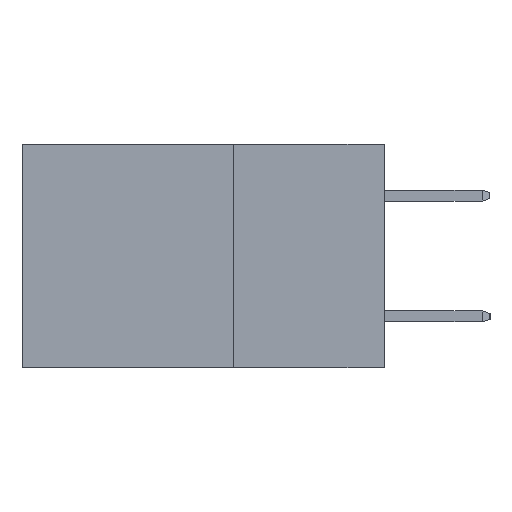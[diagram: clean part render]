
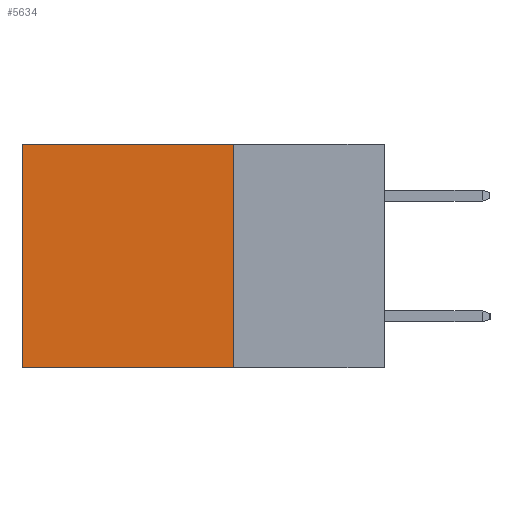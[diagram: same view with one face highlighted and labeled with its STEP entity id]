
A CAD part, left-side view. The second image highlights one B-rep face of the part: STEP entity #5634.
In plain terms, the highlighted planar face has unit normal (-1, 0, 0).
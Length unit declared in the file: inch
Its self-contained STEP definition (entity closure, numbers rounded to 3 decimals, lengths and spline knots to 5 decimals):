
#189 = CARTESIAN_POINT ( 'NONE',  ( 0.2615, 0.25, 0. ) ) ;
#1564 = CARTESIAN_POINT ( 'NONE',  ( 0.2615, 0.6, -0.37 ) ) ;
#1723 = DIRECTION ( 'NONE',  ( 0., 0., -1. ) ) ;
#1754 = ORIENTED_EDGE ( 'NONE', *, *, #5291, .F. ) ;
#1768 = DIRECTION ( 'NONE',  ( 1., 0., 0. ) ) ;
#1894 = CARTESIAN_POINT ( 'NONE',  ( 0.2615, 0.25, -0.37 ) ) ;
#2087 = PLANE ( 'NONE',  #3113 ) ;
#2411 = CARTESIAN_POINT ( 'NONE',  ( 0.2615, 0.6, -0.37 ) ) ;
#3113 = AXIS2_PLACEMENT_3D ( 'NONE', #1894, #1768, #1723 ) ;
#3250 = VECTOR ( 'NONE', #10008, 39.37008 ) ;
#3759 = DIRECTION ( 'NONE',  ( 0., 0., -1. ) ) ;
#4124 = VECTOR ( 'NONE', #15713, 39.37008 ) ;
#4667 = ORIENTED_EDGE ( 'NONE', *, *, #15571, .T. ) ;
#4685 = EDGE_CURVE ( 'NONE', #10728, #12816, #7654, .T. ) ;
#5291 = EDGE_CURVE ( 'NONE', #10728, #11578, #5579, .T. ) ;
#5465 = ORIENTED_EDGE ( 'NONE', *, *, #6400, .F. ) ;
#5579 = LINE ( 'NONE', #9397, #6000 ) ;
#5634 = ADVANCED_FACE ( 'NONE', ( #10921 ), #2087, .F. ) ;
#6000 = VECTOR ( 'NONE', #9744, 39.37008 ) ;
#6400 = EDGE_CURVE ( 'NONE', #11578, #10536, #13655, .T. ) ;
#7654 = LINE ( 'NONE', #16419, #4124 ) ;
#9397 = CARTESIAN_POINT ( 'NONE',  ( 0.2615, 0.25, -0.37 ) ) ;
#9744 = DIRECTION ( 'NONE',  ( 0., 0., -1. ) ) ;
#9830 = LINE ( 'NONE', #2411, #16111 ) ;
#10008 = DIRECTION ( 'NONE',  ( 0., 1., 0. ) ) ;
#10092 = CARTESIAN_POINT ( 'NONE',  ( 0.2615, 0.25, -0.37 ) ) ;
#10536 = VERTEX_POINT ( 'NONE', #1564 ) ;
#10728 = VERTEX_POINT ( 'NONE', #189 ) ;
#10921 = FACE_OUTER_BOUND ( 'NONE', #12542, .T. ) ;
#11578 = VERTEX_POINT ( 'NONE', #12284 ) ;
#12284 = CARTESIAN_POINT ( 'NONE',  ( 0.2615, 0.25, -0.37 ) ) ;
#12362 = CARTESIAN_POINT ( 'NONE',  ( 0.2615, 0.6, 0. ) ) ;
#12542 = EDGE_LOOP ( 'NONE', ( #4667, #5465, #1754, #15436 ) ) ;
#12816 = VERTEX_POINT ( 'NONE', #12362 ) ;
#13655 = LINE ( 'NONE', #10092, #3250 ) ;
#15436 = ORIENTED_EDGE ( 'NONE', *, *, #4685, .T. ) ;
#15571 = EDGE_CURVE ( 'NONE', #12816, #10536, #9830, .T. ) ;
#15713 = DIRECTION ( 'NONE',  ( 0., 1., 0. ) ) ;
#16111 = VECTOR ( 'NONE', #3759, 39.37008 ) ;
#16419 = CARTESIAN_POINT ( 'NONE',  ( 0.2615, 0.25, 0. ) ) ;
